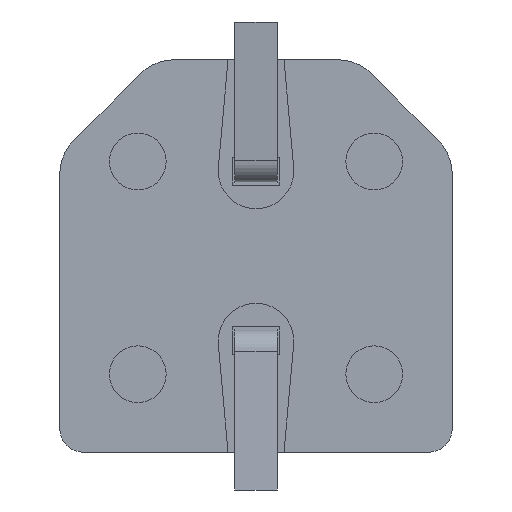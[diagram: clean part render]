
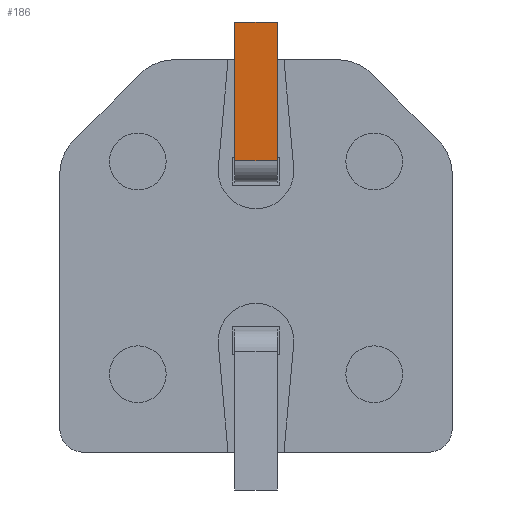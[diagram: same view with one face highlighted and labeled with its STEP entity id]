
A CAD part, front view. The second image highlights one B-rep face of the part: STEP entity #186.
In plain terms, the highlighted planar face has unit normal (0, -0.998, -0.07).
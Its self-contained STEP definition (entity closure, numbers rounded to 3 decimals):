
#73 = VERTEX_POINT('',#74);
#74 = CARTESIAN_POINT('',(-0.45,0.059,4.95));
#81 = PLANE('',#82);
#82 = AXIS2_PLACEMENT_3D('',#83,#84,#85);
#83 = CARTESIAN_POINT('',(0.45,0.059,4.95));
#84 = DIRECTION('',(0.,0.,-1.));
#85 = DIRECTION('',(-1.,0.,0.));
#93 = PLANE('',#94);
#94 = AXIS2_PLACEMENT_3D('',#95,#96,#97);
#95 = CARTESIAN_POINT('',(-0.45,0.763,2.05));
#96 = DIRECTION('',(1.,0.,0.));
#97 = DIRECTION('',(0.,0.,-1.));
#105 = EDGE_CURVE('',#106,#73,#108,.T.);
#106 = VERTEX_POINT('',#107);
#107 = CARTESIAN_POINT('',(0.45,0.059,4.95));
#108 = SURFACE_CURVE('',#109,(#113,#120),.PCURVE_S1.);
#109 = LINE('',#110,#111);
#110 = CARTESIAN_POINT('',(0.45,0.059,4.95));
#111 = VECTOR('',#112,1.);
#112 = DIRECTION('',(-1.,0.,0.));
#113 = PCURVE('',#81,#114);
#114 = DEFINITIONAL_REPRESENTATION('',(#115),#119);
#115 = LINE('',#116,#117);
#116 = CARTESIAN_POINT('',(0.,0.));
#117 = VECTOR('',#118,1.);
#118 = DIRECTION('',(1.,0.));
#119 = ( GEOMETRIC_REPRESENTATION_CONTEXT(2) 
PARAMETRIC_REPRESENTATION_CONTEXT() REPRESENTATION_CONTEXT('2D SPACE',''
  ) );
#120 = PCURVE('',#121,#126);
#121 = PLANE('',#122);
#122 = AXIS2_PLACEMENT_3D('',#123,#124,#125);
#123 = CARTESIAN_POINT('',(0.45,0.059,4.95));
#124 = DIRECTION('',(0.,0.998,0.07));
#125 = DIRECTION('',(0.,-0.07,0.998));
#126 = DEFINITIONAL_REPRESENTATION('',(#127),#131);
#127 = LINE('',#128,#129);
#128 = CARTESIAN_POINT('',(0.,0.));
#129 = VECTOR('',#130,1.);
#130 = DIRECTION('',(0.,-1.));
#131 = ( GEOMETRIC_REPRESENTATION_CONTEXT(2) 
PARAMETRIC_REPRESENTATION_CONTEXT() REPRESENTATION_CONTEXT('2D SPACE',''
  ) );
#149 = PLANE('',#150);
#150 = AXIS2_PLACEMENT_3D('',#151,#152,#153);
#151 = CARTESIAN_POINT('',(0.45,0.763,2.05));
#152 = DIRECTION('',(1.,0.,0.));
#153 = DIRECTION('',(0.,0.,-1.));
#186 = ADVANCED_FACE('',(#187),#121,.F.);
#187 = FACE_BOUND('',#188,.T.);
#188 = EDGE_LOOP('',(#189,#212,#262,#283));
#189 = ORIENTED_EDGE('',*,*,#190,.T.);
#190 = EDGE_CURVE('',#73,#191,#193,.T.);
#191 = VERTEX_POINT('',#192);
#192 = CARTESIAN_POINT('',(-0.45,0.265,2.015));
#193 = SURFACE_CURVE('',#194,(#198,#205),.PCURVE_S1.);
#194 = LINE('',#195,#196);
#195 = CARTESIAN_POINT('',(-0.45,0.059,4.95));
#196 = VECTOR('',#197,1.);
#197 = DIRECTION('',(0.,0.07,-0.998));
#198 = PCURVE('',#121,#199);
#199 = DEFINITIONAL_REPRESENTATION('',(#200),#204);
#200 = LINE('',#201,#202);
#201 = CARTESIAN_POINT('',(0.,-0.9));
#202 = VECTOR('',#203,1.);
#203 = DIRECTION('',(-1.,0.));
#204 = ( GEOMETRIC_REPRESENTATION_CONTEXT(2) 
PARAMETRIC_REPRESENTATION_CONTEXT() REPRESENTATION_CONTEXT('2D SPACE',''
  ) );
#205 = PCURVE('',#93,#206);
#206 = DEFINITIONAL_REPRESENTATION('',(#207),#211);
#207 = LINE('',#208,#209);
#208 = CARTESIAN_POINT('',(-2.9,-0.704));
#209 = VECTOR('',#210,1.);
#210 = DIRECTION('',(0.998,0.07));
#211 = ( GEOMETRIC_REPRESENTATION_CONTEXT(2) 
PARAMETRIC_REPRESENTATION_CONTEXT() REPRESENTATION_CONTEXT('2D SPACE',''
  ) );
#212 = ORIENTED_EDGE('',*,*,#213,.F.);
#213 = EDGE_CURVE('',#214,#191,#216,.T.);
#214 = VERTEX_POINT('',#215);
#215 = CARTESIAN_POINT('',(0.45,0.265,2.015));
#216 = SURFACE_CURVE('',#217,(#221,#228),.PCURVE_S1.);
#217 = LINE('',#218,#219);
#218 = CARTESIAN_POINT('',(0.45,0.265,2.015));
#219 = VECTOR('',#220,1.);
#220 = DIRECTION('',(-1.,0.,0.));
#221 = PCURVE('',#121,#222);
#222 = DEFINITIONAL_REPRESENTATION('',(#223),#227);
#223 = LINE('',#224,#225);
#224 = CARTESIAN_POINT('',(-2.942,0.));
#225 = VECTOR('',#226,1.);
#226 = DIRECTION('',(0.,-1.));
#227 = ( GEOMETRIC_REPRESENTATION_CONTEXT(2) 
PARAMETRIC_REPRESENTATION_CONTEXT() REPRESENTATION_CONTEXT('2D SPACE',''
  ) );
#228 = PCURVE('',#229,#234);
#229 = CYLINDRICAL_SURFACE('',#230,0.5);
#230 = AXIS2_PLACEMENT_3D('',#231,#232,#233);
#231 = CARTESIAN_POINT('',(0.45,0.763,2.05));
#232 = DIRECTION('',(-1.,0.,0.));
#233 = DIRECTION('',(0.,0.,1.));
#234 = DEFINITIONAL_REPRESENTATION('',(#235),#261);
#235 = B_SPLINE_CURVE_WITH_KNOTS('',3,(#236,#237,#238,#239,#240,#241,
    #242,#243,#244,#245,#246,#247,#248,#249,#250,#251,#252,#253,#254,
    #255,#256,#257,#258,#259,#260),.UNSPECIFIED.,.F.,.F.,(4,1,1,1,1,1,1,
    1,1,1,1,1,1,1,1,1,1,1,1,1,1,1,4),(0.,0.041,
    0.082,0.123,0.164,0.205,
    0.245,0.286,0.327,0.368,
    0.409,0.45,0.491,0.532,0.573,
    0.614,0.655,0.695,0.736,
    0.777,0.818,0.859,0.9),
  .QUASI_UNIFORM_KNOTS.);
#236 = CARTESIAN_POINT('',(4.643,0.));
#237 = CARTESIAN_POINT('',(4.643,0.014));
#238 = CARTESIAN_POINT('',(4.643,0.041));
#239 = CARTESIAN_POINT('',(4.643,0.082));
#240 = CARTESIAN_POINT('',(4.643,0.123));
#241 = CARTESIAN_POINT('',(4.643,0.164));
#242 = CARTESIAN_POINT('',(4.643,0.205));
#243 = CARTESIAN_POINT('',(4.643,0.245));
#244 = CARTESIAN_POINT('',(4.643,0.286));
#245 = CARTESIAN_POINT('',(4.643,0.327));
#246 = CARTESIAN_POINT('',(4.643,0.368));
#247 = CARTESIAN_POINT('',(4.643,0.409));
#248 = CARTESIAN_POINT('',(4.643,0.45));
#249 = CARTESIAN_POINT('',(4.643,0.491));
#250 = CARTESIAN_POINT('',(4.643,0.532));
#251 = CARTESIAN_POINT('',(4.643,0.573));
#252 = CARTESIAN_POINT('',(4.643,0.614));
#253 = CARTESIAN_POINT('',(4.643,0.655));
#254 = CARTESIAN_POINT('',(4.643,0.695));
#255 = CARTESIAN_POINT('',(4.643,0.736));
#256 = CARTESIAN_POINT('',(4.643,0.777));
#257 = CARTESIAN_POINT('',(4.643,0.818));
#258 = CARTESIAN_POINT('',(4.643,0.859));
#259 = CARTESIAN_POINT('',(4.643,0.886));
#260 = CARTESIAN_POINT('',(4.643,0.9));
#261 = ( GEOMETRIC_REPRESENTATION_CONTEXT(2) 
PARAMETRIC_REPRESENTATION_CONTEXT() REPRESENTATION_CONTEXT('2D SPACE',''
  ) );
#262 = ORIENTED_EDGE('',*,*,#263,.F.);
#263 = EDGE_CURVE('',#106,#214,#264,.T.);
#264 = SURFACE_CURVE('',#265,(#269,#276),.PCURVE_S1.);
#265 = LINE('',#266,#267);
#266 = CARTESIAN_POINT('',(0.45,0.059,4.95));
#267 = VECTOR('',#268,1.);
#268 = DIRECTION('',(0.,0.07,-0.998));
#269 = PCURVE('',#121,#270);
#270 = DEFINITIONAL_REPRESENTATION('',(#271),#275);
#271 = LINE('',#272,#273);
#272 = CARTESIAN_POINT('',(0.,0.));
#273 = VECTOR('',#274,1.);
#274 = DIRECTION('',(-1.,0.));
#275 = ( GEOMETRIC_REPRESENTATION_CONTEXT(2) 
PARAMETRIC_REPRESENTATION_CONTEXT() REPRESENTATION_CONTEXT('2D SPACE',''
  ) );
#276 = PCURVE('',#149,#277);
#277 = DEFINITIONAL_REPRESENTATION('',(#278),#282);
#278 = LINE('',#279,#280);
#279 = CARTESIAN_POINT('',(-2.9,-0.704));
#280 = VECTOR('',#281,1.);
#281 = DIRECTION('',(0.998,0.07));
#282 = ( GEOMETRIC_REPRESENTATION_CONTEXT(2) 
PARAMETRIC_REPRESENTATION_CONTEXT() REPRESENTATION_CONTEXT('2D SPACE',''
  ) );
#283 = ORIENTED_EDGE('',*,*,#105,.T.);
